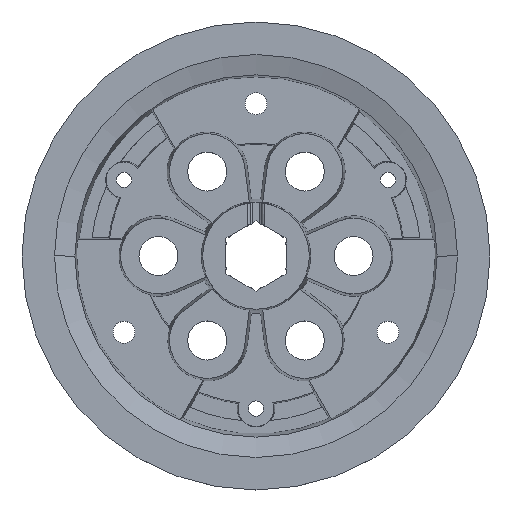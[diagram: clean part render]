
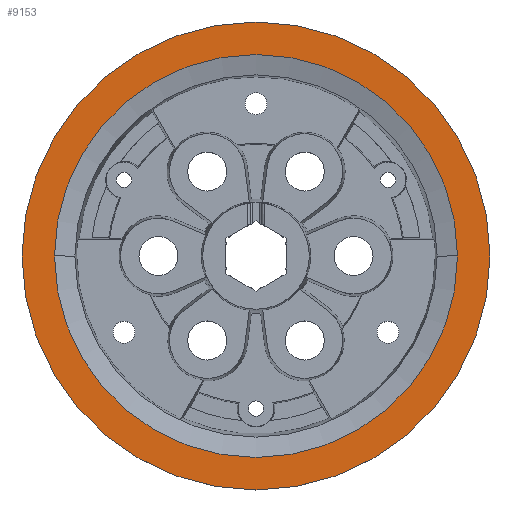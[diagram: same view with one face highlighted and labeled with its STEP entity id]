
A CAD part, top view. The second image highlights one B-rep face of the part: STEP entity #9153.
In plain terms, the highlighted planar face has unit normal (0, 0, 1).
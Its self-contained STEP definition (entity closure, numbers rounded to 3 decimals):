
#217 = CARTESIAN_POINT ( 'NONE',  ( -1.5, -17.189, 6.5 ) ) ;
#651 = EDGE_CURVE ( 'NONE', #7620, #7994, #9311, .T. ) ;
#1273 = DIRECTION ( 'NONE',  ( -1., 0., 0. ) ) ;
#1363 = AXIS2_PLACEMENT_3D ( 'NONE', #14118, #8092, #15700 ) ;
#2065 = CARTESIAN_POINT ( 'NONE',  ( -20.689, -17.189, 6.5 ) ) ;
#2323 = ORIENTED_EDGE ( 'NONE', *, *, #12256, .T. ) ;
#2406 = AXIS2_PLACEMENT_3D ( 'NONE', #5247, #15862, #15744 ) ;
#2713 = CARTESIAN_POINT ( 'NONE',  ( 17.689, -17.189, 6.5 ) ) ;
#3233 = CIRCLE ( 'NONE', #11684, 19.189 ) ;
#3310 = ORIENTED_EDGE ( 'NONE', *, *, #651, .T. ) ;
#3713 = EDGE_CURVE ( 'NONE', #7994, #7620, #4162, .T. ) ;
#3978 = VERTEX_POINT ( 'NONE', #2713 ) ;
#4162 = CIRCLE ( 'NONE', #13252, 16.525 ) ;
#5012 = CIRCLE ( 'NONE', #1363, 19.189 ) ;
#5238 = CARTESIAN_POINT ( 'NONE',  ( -18.025, -17.189, 6.5 ) ) ;
#5247 = CARTESIAN_POINT ( 'NONE',  ( -1.5, -17.189, 6.5 ) ) ;
#5779 = ORIENTED_EDGE ( 'NONE', *, *, #12749, .T. ) ;
#6006 = CARTESIAN_POINT ( 'NONE',  ( 15.025, -17.189, 6.5 ) ) ;
#6569 = CARTESIAN_POINT ( 'NONE',  ( -1.5, -17.189, 6.5 ) ) ;
#7481 = FACE_OUTER_BOUND ( 'NONE', #14495, .T. ) ;
#7620 = VERTEX_POINT ( 'NONE', #5238 ) ;
#7653 = DIRECTION ( 'NONE',  ( 0., 0., 1. ) ) ;
#7673 = DIRECTION ( 'NONE',  ( 0., 0., -1. ) ) ;
#7994 = VERTEX_POINT ( 'NONE', #6006 ) ;
#8092 = DIRECTION ( 'NONE',  ( 0., 0., 1. ) ) ;
#9019 = DIRECTION ( 'NONE',  ( -1., 0., 0. ) ) ;
#9112 = AXIS2_PLACEMENT_3D ( 'NONE', #6569, #10399, #9019 ) ;
#9153 = ADVANCED_FACE ( 'NONE', ( #16324, #7481 ), #10401, .T. ) ;
#9311 = CIRCLE ( 'NONE', #9112, 16.525 ) ;
#9749 = VERTEX_POINT ( 'NONE', #2065 ) ;
#10340 = EDGE_LOOP ( 'NONE', ( #13241, #3310 ) ) ;
#10399 = DIRECTION ( 'NONE',  ( 0., 0., -1. ) ) ;
#10401 = PLANE ( 'NONE',  #2406 ) ;
#11684 = AXIS2_PLACEMENT_3D ( 'NONE', #12887, #7653, #13240 ) ;
#12256 = EDGE_CURVE ( 'NONE', #3978, #9749, #3233, .T. ) ;
#12749 = EDGE_CURVE ( 'NONE', #9749, #3978, #5012, .T. ) ;
#12887 = CARTESIAN_POINT ( 'NONE',  ( -1.5, -17.189, 6.5 ) ) ;
#13240 = DIRECTION ( 'NONE',  ( 1., 0., 0. ) ) ;
#13241 = ORIENTED_EDGE ( 'NONE', *, *, #3713, .T. ) ;
#13252 = AXIS2_PLACEMENT_3D ( 'NONE', #217, #7673, #1273 ) ;
#14118 = CARTESIAN_POINT ( 'NONE',  ( -1.5, -17.189, 6.5 ) ) ;
#14495 = EDGE_LOOP ( 'NONE', ( #5779, #2323 ) ) ;
#15700 = DIRECTION ( 'NONE',  ( 1., 0., 0. ) ) ;
#15744 = DIRECTION ( 'NONE',  ( 1., 0., 0. ) ) ;
#15862 = DIRECTION ( 'NONE',  ( 0., 0., 1. ) ) ;
#16324 = FACE_BOUND ( 'NONE', #10340, .T. ) ;
